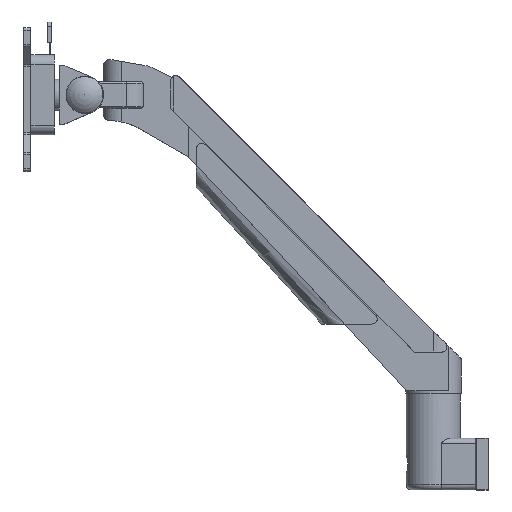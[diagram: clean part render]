
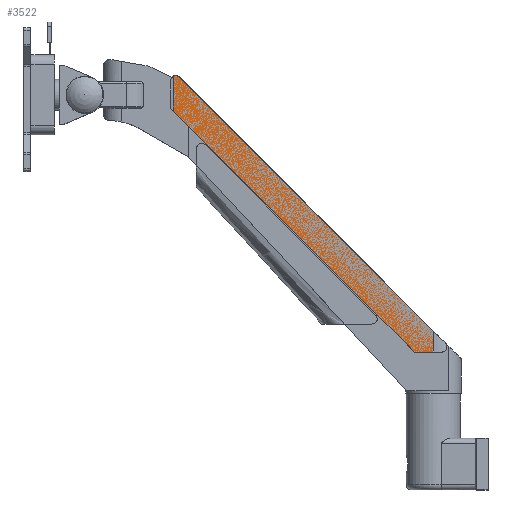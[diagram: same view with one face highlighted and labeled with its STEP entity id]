
A CAD part, top view. The second image highlights one B-rep face of the part: STEP entity #3522.
In plain terms, the highlighted planar face has unit normal (-0.018, 0, 1).
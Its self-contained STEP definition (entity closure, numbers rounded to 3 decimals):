
#2804 = VERTEX_POINT('',#2805);
#2805 = CARTESIAN_POINT('',(-239.742,300.384,
    18.057));
#2811 = EDGE_CURVE('',#2812,#2804,#2814,.T.);
#2812 = VERTEX_POINT('',#2813);
#2813 = CARTESIAN_POINT('',(-42.5,103.113,21.5));
#2814 = LINE('',#2815,#2816);
#2815 = CARTESIAN_POINT('',(-33.217,93.828,
    21.662));
#2816 = VECTOR('',#2817,1.);
#2817 = DIRECTION('',(-0.707,0.707,-0.012
    ));
#2869 = VERTEX_POINT('',#2870);
#2870 = CARTESIAN_POINT('',(-244.5,301.059,17.974));
#2877 = EDGE_CURVE('',#2804,#2869,#2878,.T.);
#2878 = CIRCLE('',#2879,4.);
#2879 = AXIS2_PLACEMENT_3D('',#2880,#2881,#2882);
#2880 = CARTESIAN_POINT('',(-242.57,297.556,
    18.008));
#2881 = DIRECTION('',(-0.017,0.,1.));
#2882 = DIRECTION('',(1.,0.,0.017));
#2927 = VERTEX_POINT('',#2928);
#2928 = CARTESIAN_POINT('',(-57.498,87.,21.238));
#2934 = EDGE_CURVE('',#2935,#2927,#2937,.T.);
#2935 = VERTEX_POINT('',#2936);
#2936 = CARTESIAN_POINT('',(-244.5,274.031,17.974));
#2937 = LINE('',#2938,#2939);
#2938 = CARTESIAN_POINT('',(-246.569,276.1,17.938));
#2939 = VECTOR('',#2940,1.);
#2940 = DIRECTION('',(0.707,-0.707,0.012)
  );
#3484 = VERTEX_POINT('',#3485);
#3485 = CARTESIAN_POINT('',(-42.5,87.,21.5));
#3492 = EDGE_CURVE('',#2927,#3484,#3493,.T.);
#3493 = LINE('',#3494,#3495);
#3494 = CARTESIAN_POINT('',(-57.498,87.,21.238));
#3495 = VECTOR('',#3496,1.);
#3496 = DIRECTION('',(1.,0.,0.017));
#3512 = EDGE_CURVE('',#2869,#2935,#3513,.T.);
#3513 = LINE('',#3514,#3515);
#3514 = CARTESIAN_POINT('',(-244.5,557.,17.974));
#3515 = VECTOR('',#3516,1.);
#3516 = DIRECTION('',(0.,-1.,0.));
#3522 = ADVANCED_FACE('',(#3523),#3536,.F.);
#3523 = FACE_BOUND('',#3524,.T.);
#3524 = EDGE_LOOP('',(#3525,#3526,#3527,#3528,#3529,#3535));
#3525 = ORIENTED_EDGE('',*,*,#2877,.T.);
#3526 = ORIENTED_EDGE('',*,*,#3512,.T.);
#3527 = ORIENTED_EDGE('',*,*,#2934,.T.);
#3528 = ORIENTED_EDGE('',*,*,#3492,.T.);
#3529 = ORIENTED_EDGE('',*,*,#3530,.F.);
#3530 = EDGE_CURVE('',#2812,#3484,#3531,.T.);
#3531 = LINE('',#3532,#3533);
#3532 = CARTESIAN_POINT('',(-42.5,129.,21.5));
#3533 = VECTOR('',#3534,1.);
#3534 = DIRECTION('',(0.,-1.,0.));
#3535 = ORIENTED_EDGE('',*,*,#2811,.T.);
#3536 = PLANE('',#3537);
#3537 = AXIS2_PLACEMENT_3D('',#3538,#3539,#3540);
#3538 = CARTESIAN_POINT('',(-244.5,557.,17.974));
#3539 = DIRECTION('',(0.017,0.,-1.));
#3540 = DIRECTION('',(-1.,0.,-0.017));
